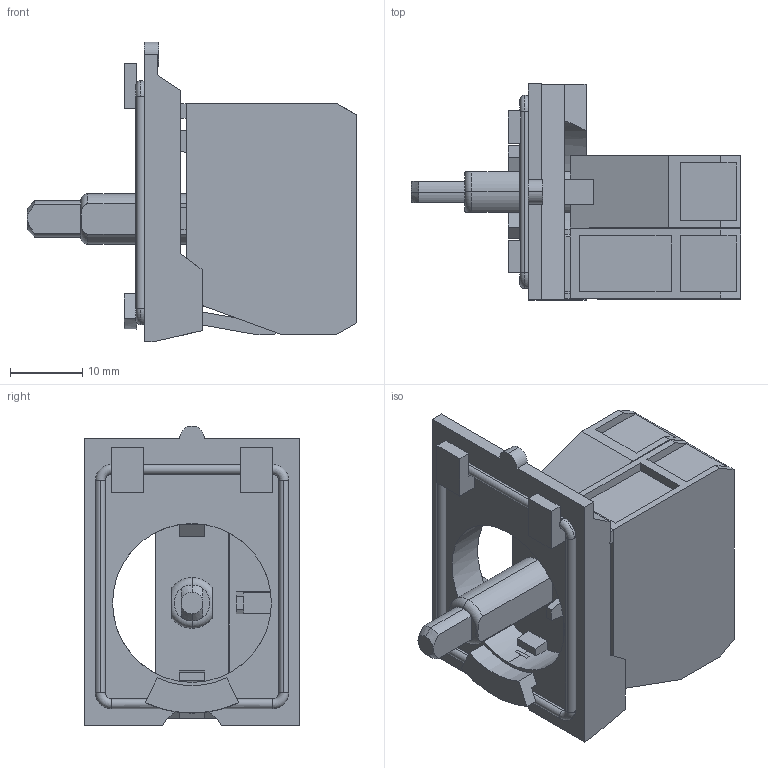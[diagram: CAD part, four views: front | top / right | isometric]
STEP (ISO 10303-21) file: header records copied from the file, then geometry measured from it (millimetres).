
FILE_DESCRIPTION(('starvars output'),'2;1');
FILE_NAME('ZB5AW0B53_3D.stp','11:08:32 2020/03/31',( 'Thomas Industrial Network Germany GmbH'),( 'Thomas Industrial Network Germany GmbH'),'unknown preprocess','ACIS' ,'unknown authorization');
FILE_SCHEMA(('AUTOMOTIVE_DESIGN_CC2 {UNKNOWN IMPLEMENTATION LEVEL}'));
Length unit declared in the file: millimetre
Products named in the file (1): PRODUCT_ID_8
Bounding box: 45.59 x 29.84 x 41.5 mm (x, y, z)
Volume: 18632.9 mm3; surface area: 8610.9 mm2
Topology: 1 solids, 1 shells, 175 faces, 499 edges, 326 vertices
Faces by surface type: plane 122, cylinder 35, torus 14, cone 4
Entity records: 6692 total; most frequent: ORIENTED_EDGE 998, CARTESIAN_POINT 955, DIRECTION 762, EDGE_CURVE 499, VECTOR 332, LINE 332, VERTEX_POINT 326, AXIS2_PLACEMENT_3D 215
